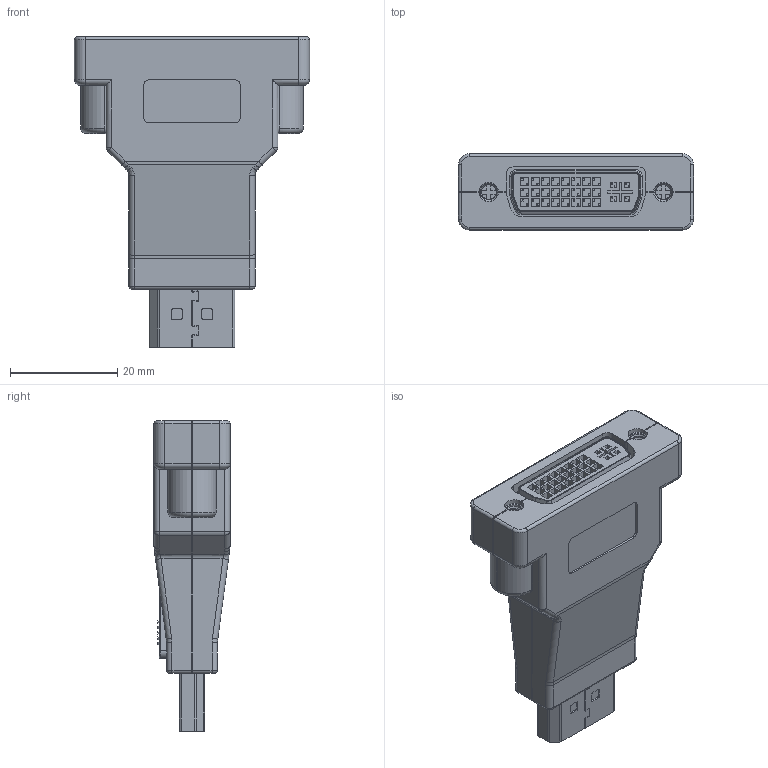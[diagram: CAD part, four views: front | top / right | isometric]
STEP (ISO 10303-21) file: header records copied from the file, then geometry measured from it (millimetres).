
FILE_DESCRIPTION (( 'STEP AP203' ), '1' );
FILE_NAME ('DPDVIAD.STEP', '2022-05-27T02:00:23', ( '' ), ( '' ), 'SwSTEP 2.0', 'SolidWorks 2021', '' );
FILE_SCHEMA (( 'CONFIG_CONTROL_DESIGN' ));
Products named in the file (1): DPDVIAD
Bounding box: 43.8 x 14.2 x 57.8 mm (x, y, z)
Volume: 21326.8 mm3; surface area: 13632.5 mm2
Topology: 26 solids, 27 shells, 2362 faces, 6250 edges, 4023 vertices
Faces by surface type: plane 1636, cylinder 607, torus 59, bspline 46, cone 10, sphere 4
Entity records: 74401 total; most frequent: CARTESIAN_POINT 15902, ORIENTED_EDGE 12492, DIRECTION 11600, EDGE_CURVE 6246, VECTOR 4934, LINE 4934, VERTEX_POINT 4023, AXIS2_PLACEMENT_3D 3333
